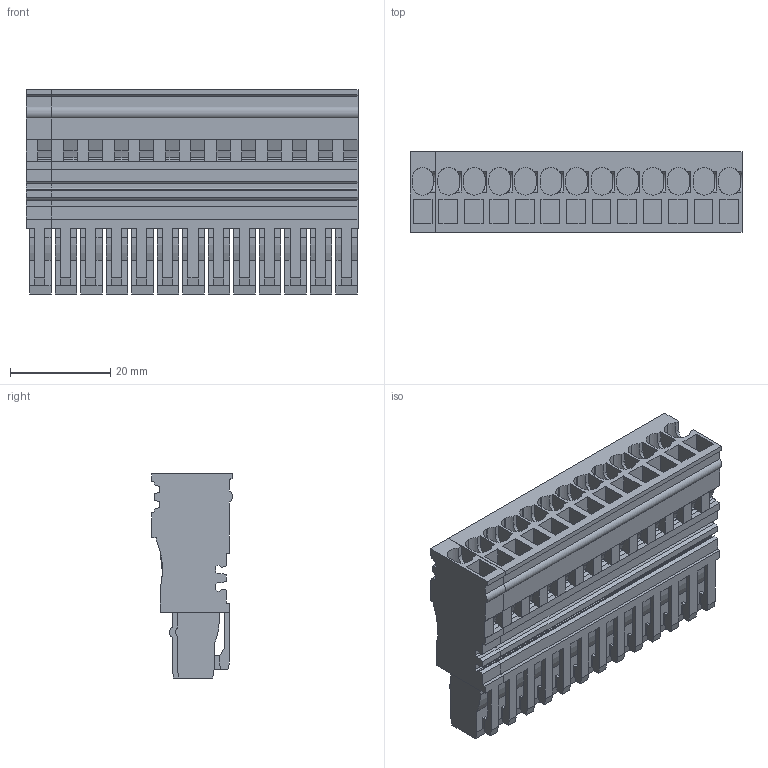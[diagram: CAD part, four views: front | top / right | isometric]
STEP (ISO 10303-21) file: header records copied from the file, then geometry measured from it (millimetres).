
FILE_DESCRIPTION(('CATIA V5R24 STEP','CAx-IF Rec.Pracs.--- Model Styling and Organization---1.2---2011-12-15'),'2;1');
FILE_NAME ('D1445696_0', '2017-02-08T08:19:13+00:00', ('Weidmueller Interface'), ('Weidmueller'), 'CATIA Version 5-6 Release 2014 SP4 HF52', 'CATIA V5 STEP AP214', 'none');
FILE_SCHEMA(('AUTOMOTIVE_DESIGN { 1 0 10303 214 1 1 1 1 }'));
Length unit declared in the file: millimetre
Products named in the file (1): v5-standard_part
Bounding box: 66.3 x 16.15 x 40.75 mm (x, y, z)
Volume: 23580.2 mm3; surface area: 21086.7 mm2
Topology: 2 solids, 2 shells, 1341 faces, 3904 edges, 2617 vertices
Faces by surface type: plane 1122, cylinder 219
Entity records: 40752 total; most frequent: ORIENTED_EDGE 7808, CARTESIAN_POINT 7532, DIRECTION 5386, EDGE_CURVE 3904, VECTOR 3354, LINE 3354, VERTEX_POINT 2617, EDGE_LOOP 1417
